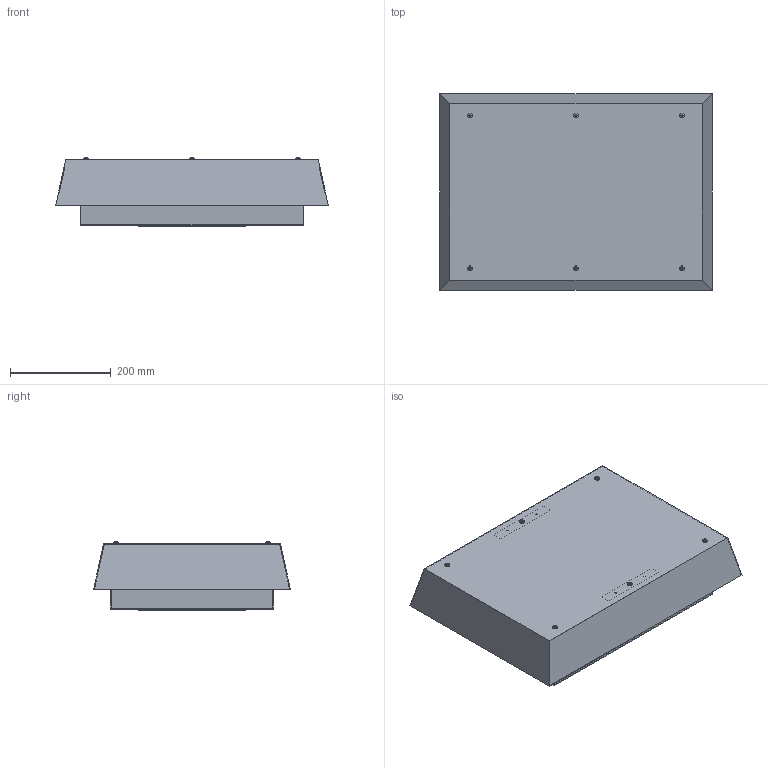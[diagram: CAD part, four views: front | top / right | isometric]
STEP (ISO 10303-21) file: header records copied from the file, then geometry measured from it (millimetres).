
FILE_DESCRIPTION(/* description */ (''),/* implementation_level */ '2;1');
FILE_NAME(/* name */ 'ALFATORR1450',/* time_stamp */ '2015-12-02T14:56:54+01:00',/* author */ (''),/* organization */ (''),/* preprocessor_version */ 'ST-DEVELOPER v10',/* originating_system */ '',/* authorisation */ '');
FILE_SCHEMA (('CONFIG_CONTROL_DESIGN'));
Length unit declared in the file: millimetre
Products named in the file (1): 1
Bounding box: 540 x 390 x 135.86 mm (x, y, z)
Volume: 1177340.8 mm3; surface area: 1808225.4 mm2
Topology: 35 solids, 1203 shells, 1490 faces, 7697 edges, 7424 vertices
Faces by surface type: plane 1112, bspline 378
Entity records: 76919 total; most frequent: CARTESIAN_POINT 35024, ORIENTED_EDGE 8432, EDGE_CURVE 7689, VERTEX_POINT 7423, B_SPLINE_CURVE_WITH_KNOTS 6676, EDGE_LOOP 2167, ADVANCED_FACE 1490, FACE_OUTER_BOUND 1490
